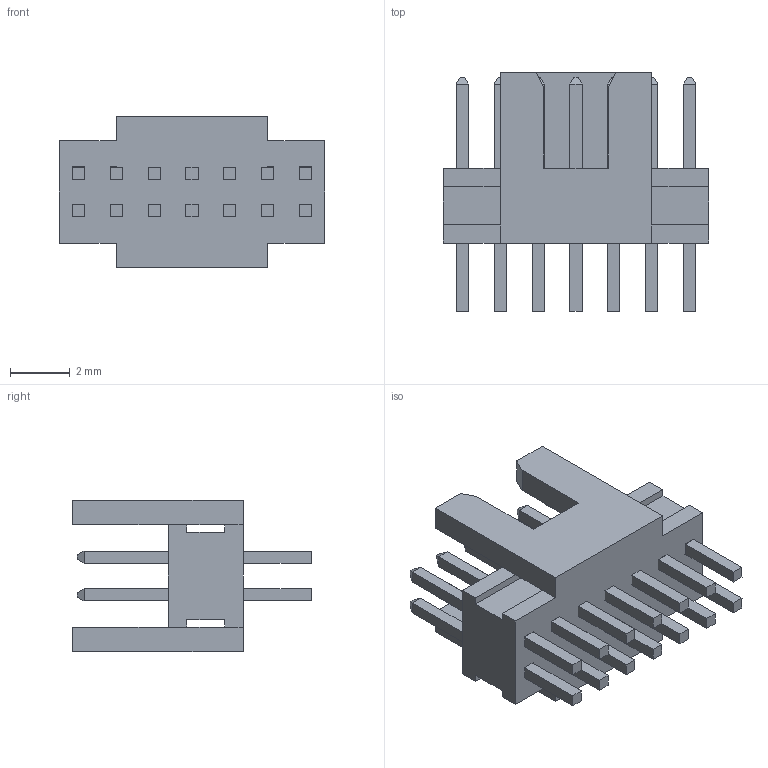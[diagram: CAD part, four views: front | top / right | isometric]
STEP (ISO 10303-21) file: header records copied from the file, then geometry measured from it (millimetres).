
FILE_DESCRIPTION(/* description */ ('STEP AP214'),/* implementation_level */ '2;1');
FILE_NAME(/* name */ 'FTSH-107-01-L-D-K',/* time_stamp */ '2025-04-01T02:37:38+02:00',/* author */ ('License CC BY-ND 4.0'),/* organization */ ('CADENAS'),/* preprocessor_version */ 'ST-DEVELOPER v19.3',/* originating_system */ 'PARTsolutions',/* authorisation */ ' ');
FILE_SCHEMA (('AUTOMOTIVE_DESIGN {1 0 10303 214 3 1 1}'));
Length unit declared in the file: inch
Products named in the file (4): FTSH-107-01-L-D-K; FTSH-107-01-L-D-K_body; FTSH-107-01-L-D-K_pins1; FTSH-107-01-L-D-K_pins2
Assembly tree (3 placements, depth 2):
  FTSH-107-01-L-D-K
    FTSH-107-01-L-D-K_body
    FTSH-107-01-L-D-K_pins1
    FTSH-107-01-L-D-K_pins2
Bounding box: 8.89 x 8 x 5.08 mm (x, y, z)
Volume: 127.3 mm3; surface area: 484.4 mm2
Topology: 3 solids, 3 shells, 304 faces, 820 edges, 524 vertices
Faces by surface type: plane 304
Entity records: 9385 total; most frequent: CARTESIAN_POINT 1652, ORIENTED_EDGE 1640, DIRECTION 1436, EDGE_CURVE 820, LINE 820, VECTOR 820, VERTEX_POINT 524, EDGE_LOOP 326
